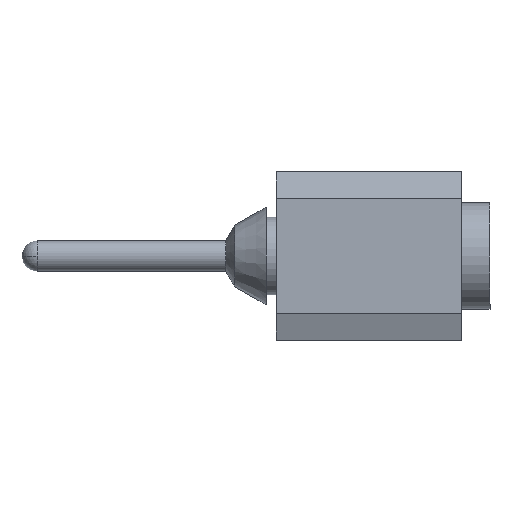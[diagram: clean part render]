
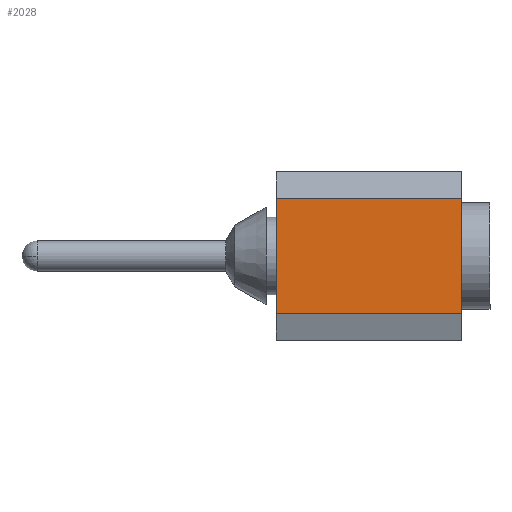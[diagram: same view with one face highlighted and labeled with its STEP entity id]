
A CAD part, left-side view. The second image highlights one B-rep face of the part: STEP entity #2028.
In plain terms, the highlighted planar face has unit normal (-1, 0, 0).
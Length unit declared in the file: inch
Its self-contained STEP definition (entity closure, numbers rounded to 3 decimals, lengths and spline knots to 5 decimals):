
#52 = VECTOR ( 'NONE', #1705, 39.37008 ) ;
#119 = FACE_OUTER_BOUND ( 'NONE', #1122, .T. ) ;
#224 = LINE ( 'NONE', #1370, #927 ) ;
#293 = CARTESIAN_POINT ( 'NONE',  ( -0.01203, -0.11, -0.01575 ) ) ;
#491 = CARTESIAN_POINT ( 'NONE',  ( -0.01203, 0., -0.08425 ) ) ;
#692 = CARTESIAN_POINT ( 'NONE',  ( -0.01203, -0.11, -0.08425 ) ) ;
#696 = VECTOR ( 'NONE', #866, 39.37008 ) ;
#718 = EDGE_CURVE ( 'NONE', #1679, #1825, #965, .T. ) ;
#759 = DIRECTION ( 'NONE',  ( 0., 1., 0. ) ) ;
#763 = CARTESIAN_POINT ( 'NONE',  ( -0.01203, 0., -0.01575 ) ) ;
#856 = VECTOR ( 'NONE', #1494, 39.37008 ) ;
#866 = DIRECTION ( 'NONE',  ( 0., 1., 0. ) ) ;
#916 = CARTESIAN_POINT ( 'NONE',  ( -0.01203, -0.11, -0.08425 ) ) ;
#927 = VECTOR ( 'NONE', #759, 39.37008 ) ;
#948 = VERTEX_POINT ( 'NONE', #692 ) ;
#965 = LINE ( 'NONE', #1541, #856 ) ;
#1122 = EDGE_LOOP ( 'NONE', ( #2233, #1515, #1136, #2271 ) ) ;
#1136 = ORIENTED_EDGE ( 'NONE', *, *, #1431, .T. ) ;
#1306 = DIRECTION ( 'NONE',  ( 0., 0., 1. ) ) ;
#1370 = CARTESIAN_POINT ( 'NONE',  ( -0.01203, -0.11, -0.08425 ) ) ;
#1427 = CARTESIAN_POINT ( 'NONE',  ( -0.01203, -0.11, -0.01575 ) ) ;
#1431 = EDGE_CURVE ( 'NONE', #948, #1988, #2052, .T. ) ;
#1494 = DIRECTION ( 'NONE',  ( 0., 0., 1. ) ) ;
#1515 = ORIENTED_EDGE ( 'NONE', *, *, #2182, .F. ) ;
#1541 = CARTESIAN_POINT ( 'NONE',  ( -0.01203, 0., -0.08425 ) ) ;
#1593 = LINE ( 'NONE', #1427, #696 ) ;
#1666 = CARTESIAN_POINT ( 'NONE',  ( -0.01203, -0.11, -0.08425 ) ) ;
#1679 = VERTEX_POINT ( 'NONE', #491 ) ;
#1705 = DIRECTION ( 'NONE',  ( 0., 0., 1. ) ) ;
#1825 = VERTEX_POINT ( 'NONE', #763 ) ;
#1988 = VERTEX_POINT ( 'NONE', #293 ) ;
#1996 = EDGE_CURVE ( 'NONE', #1988, #1825, #1593, .T. ) ;
#2028 = ADVANCED_FACE ( 'NONE', ( #119 ), #2421, .T. ) ;
#2052 = LINE ( 'NONE', #916, #52 ) ;
#2182 = EDGE_CURVE ( 'NONE', #948, #1679, #224, .T. ) ;
#2233 = ORIENTED_EDGE ( 'NONE', *, *, #718, .F. ) ;
#2237 = AXIS2_PLACEMENT_3D ( 'NONE', #1666, #2410, #1306 ) ;
#2271 = ORIENTED_EDGE ( 'NONE', *, *, #1996, .T. ) ;
#2410 = DIRECTION ( 'NONE',  ( -1., 0., 0. ) ) ;
#2421 = PLANE ( 'NONE',  #2237 ) ;
